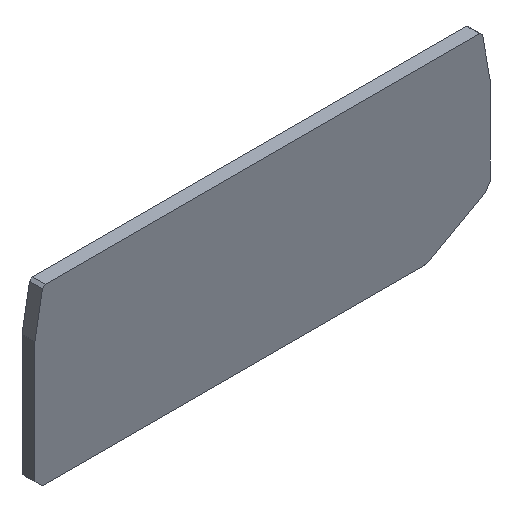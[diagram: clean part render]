
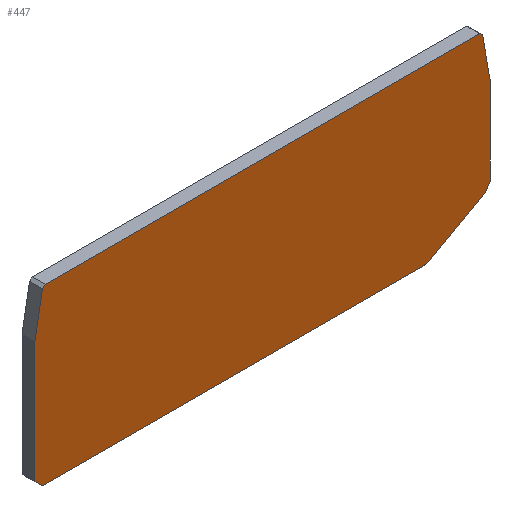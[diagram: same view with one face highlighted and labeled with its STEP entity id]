
A CAD part, isometric view. The second image highlights one B-rep face of the part: STEP entity #447.
In plain terms, the highlighted free-form (B-spline) face has degree [1, 1] with [2, 2] control points.
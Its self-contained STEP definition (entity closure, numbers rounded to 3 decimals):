
#25=CARTESIAN_POINT('',(-32.5,-2.2,0.));
#26=VERTEX_POINT('',#25);
#41=CARTESIAN_POINT('',(32.325,-2.2,0.));
#42=VERTEX_POINT('',#41);
#48=CARTESIAN_POINT('',(32.325,-2.2,0.));
#49=CARTESIAN_POINT('',(-32.5,-2.2,0.));
#50=B_SPLINE_CURVE_WITH_KNOTS('',1,(#48,#49),.POLYLINE_FORM.,.F.,.U.,(2,2),(0.,1.),.UNSPECIFIED.);
#51=EDGE_CURVE('',#42,#26,#50,.T.);
#61=CARTESIAN_POINT('',(33.052,-2.2,0.188));
#62=VERTEX_POINT('',#61);
#77=CARTESIAN_POINT('',(42.527,-2.2,5.44));
#78=VERTEX_POINT('',#77);
#84=CARTESIAN_POINT('',(42.527,-2.2,5.44));
#85=CARTESIAN_POINT('',(33.052,-2.2,0.188));
#86=B_SPLINE_CURVE_WITH_KNOTS('',1,(#84,#85),.POLYLINE_FORM.,.F.,.U.,(2,2),(0.,1.),.UNSPECIFIED.);
#87=EDGE_CURVE('',#78,#62,#86,.T.);
#120=CARTESIAN_POINT('',(43.3,-2.2,6.752));
#121=VERTEX_POINT('',#120);
#127=CARTESIAN_POINT('',(43.3,-2.2,6.752));
#128=CARTESIAN_POINT('',(43.3,-2.2,5.869));
#129=CARTESIAN_POINT('',(42.527,-2.2,5.44));
#130=(BOUNDED_CURVE()B_SPLINE_CURVE(2,(#127,#128,#129),.CIRCULAR_ARC.,.F.,.U.)B_SPLINE_CURVE_WITH_KNOTS((3,3),(0.,1.),.UNSPECIFIED.)CURVE()GEOMETRIC_REPRESENTATION_ITEM()RATIONAL_B_SPLINE_CURVE((1.,0.862,1.))REPRESENTATION_ITEM(''));
#131=EDGE_CURVE('',#121,#78,#130,.T.);
#149=CARTESIAN_POINT('',(43.3,-2.2,21.682));
#150=VERTEX_POINT('',#149);
#156=CARTESIAN_POINT('',(43.3,-2.2,21.682));
#157=CARTESIAN_POINT('',(43.3,-2.2,6.752));
#158=B_SPLINE_CURVE_WITH_KNOTS('',1,(#156,#157),.POLYLINE_FORM.,.F.,.U.,(2,2),(0.,1.),.UNSPECIFIED.);
#159=EDGE_CURVE('',#150,#121,#158,.T.);
#177=CARTESIAN_POINT('',(42.038,-2.2,28.837));
#178=VERTEX_POINT('',#177);
#184=CARTESIAN_POINT('',(42.038,-2.2,28.837));
#185=CARTESIAN_POINT('',(43.3,-2.2,21.682));
#186=B_SPLINE_CURVE_WITH_KNOTS('',1,(#184,#185),.POLYLINE_FORM.,.F.,.U.,(2,2),(0.,1.),.UNSPECIFIED.);
#187=EDGE_CURVE('',#178,#150,#186,.T.);
#220=CARTESIAN_POINT('',(41.546,-2.2,29.25));
#221=VERTEX_POINT('',#220);
#227=CARTESIAN_POINT('',(41.546,-2.2,29.25));
#228=CARTESIAN_POINT('',(41.966,-2.2,29.25));
#229=CARTESIAN_POINT('',(42.038,-2.2,28.837));
#230=(BOUNDED_CURVE()B_SPLINE_CURVE(2,(#227,#228,#229),.CIRCULAR_ARC.,.F.,.U.)B_SPLINE_CURVE_WITH_KNOTS((3,3),(0.,1.),.UNSPECIFIED.)CURVE()GEOMETRIC_REPRESENTATION_ITEM()RATIONAL_B_SPLINE_CURVE((1.,0.766,1.))REPRESENTATION_ITEM(''));
#231=EDGE_CURVE('',#221,#178,#230,.T.);
#241=CARTESIAN_POINT('',(-32.438,-2.2,28.837));
#242=VERTEX_POINT('',#241);
#257=CARTESIAN_POINT('',(-33.7,-2.2,21.682));
#258=VERTEX_POINT('',#257);
#264=CARTESIAN_POINT('',(-33.7,-2.2,21.682));
#265=CARTESIAN_POINT('',(-32.438,-2.2,28.837));
#266=B_SPLINE_CURVE_WITH_KNOTS('',1,(#264,#265),.POLYLINE_FORM.,.F.,.U.,(2,2),(0.,1.),.UNSPECIFIED.);
#267=EDGE_CURVE('',#258,#242,#266,.T.);
#285=CARTESIAN_POINT('',(-33.7,-2.2,1.2));
#286=VERTEX_POINT('',#285);
#292=CARTESIAN_POINT('',(-33.7,-2.2,1.2));
#293=CARTESIAN_POINT('',(-33.7,-2.2,21.682));
#294=B_SPLINE_CURVE_WITH_KNOTS('',1,(#292,#293),.POLYLINE_FORM.,.F.,.U.,(2,2),(0.,1.),.UNSPECIFIED.);
#295=EDGE_CURVE('',#286,#258,#294,.T.);
#319=CARTESIAN_POINT('',(-32.5,-2.2,0.));
#320=CARTESIAN_POINT('',(-33.7,-2.2,0.));
#321=CARTESIAN_POINT('',(-33.7,-2.2,1.2));
#322=(BOUNDED_CURVE()B_SPLINE_CURVE(2,(#319,#320,#321),.CIRCULAR_ARC.,.F.,.U.)B_SPLINE_CURVE_WITH_KNOTS((3,3),(0.,1.),.UNSPECIFIED.)CURVE()GEOMETRIC_REPRESENTATION_ITEM()RATIONAL_B_SPLINE_CURVE((1.,0.707,1.))REPRESENTATION_ITEM(''));
#323=EDGE_CURVE('',#26,#286,#322,.T.);
#347=CARTESIAN_POINT('',(-31.946,-2.2,29.25));
#348=VERTEX_POINT('',#347);
#363=CARTESIAN_POINT('',(-32.438,-2.2,28.837));
#364=CARTESIAN_POINT('',(-32.366,-2.2,29.25));
#365=CARTESIAN_POINT('',(-31.946,-2.2,29.25));
#366=(BOUNDED_CURVE()B_SPLINE_CURVE(2,(#363,#364,#365),.CIRCULAR_ARC.,.F.,.U.)B_SPLINE_CURVE_WITH_KNOTS((3,3),(0.,1.),.UNSPECIFIED.)CURVE()GEOMETRIC_REPRESENTATION_ITEM()RATIONAL_B_SPLINE_CURVE((1.,0.766,1.))REPRESENTATION_ITEM(''));
#367=EDGE_CURVE('',#242,#348,#366,.T.);
#399=CARTESIAN_POINT('',(33.052,-2.2,0.188));
#400=CARTESIAN_POINT('',(32.713,-2.2,0.));
#401=CARTESIAN_POINT('',(32.325,-2.2,0.));
#402=(BOUNDED_CURVE()B_SPLINE_CURVE(2,(#399,#400,#401),.CIRCULAR_ARC.,.F.,.U.)B_SPLINE_CURVE_WITH_KNOTS((3,3),(0.,1.),.UNSPECIFIED.)CURVE()GEOMETRIC_REPRESENTATION_ITEM()RATIONAL_B_SPLINE_CURVE((1.,0.968,1.))REPRESENTATION_ITEM(''));
#403=EDGE_CURVE('',#62,#42,#402,.T.);
#420=CARTESIAN_POINT('',(-31.946,-2.2,29.25));
#421=CARTESIAN_POINT('',(41.546,-2.2,29.25));
#422=B_SPLINE_CURVE_WITH_KNOTS('',1,(#420,#421),.POLYLINE_FORM.,.F.,.U.,(2,2),(0.,1.),.UNSPECIFIED.);
#423=EDGE_CURVE('',#348,#221,#422,.T.);
#428=CARTESIAN_POINT('',(45.984,-2.2,-26.559));
#429=CARTESIAN_POINT('',(-36.384,-2.2,-26.559));
#430=CARTESIAN_POINT('',(45.984,-2.2,55.809));
#431=CARTESIAN_POINT('',(-36.384,-2.2,55.809));
#432=B_SPLINE_SURFACE_WITH_KNOTS('',1,1,((#428,#429),(#430,#431)),.PLANE_SURF.,.F.,.F.,.U.,(2,2),(2,2),(0.,1.),(0.,1.),.UNSPECIFIED.);
#433=ORIENTED_EDGE('',*,*,#367,.F.);
#434=ORIENTED_EDGE('',*,*,#267,.F.);
#435=ORIENTED_EDGE('',*,*,#295,.F.);
#436=ORIENTED_EDGE('',*,*,#323,.F.);
#437=ORIENTED_EDGE('',*,*,#51,.F.);
#438=ORIENTED_EDGE('',*,*,#403,.F.);
#439=ORIENTED_EDGE('',*,*,#87,.F.);
#440=ORIENTED_EDGE('',*,*,#131,.F.);
#441=ORIENTED_EDGE('',*,*,#159,.F.);
#442=ORIENTED_EDGE('',*,*,#187,.F.);
#443=ORIENTED_EDGE('',*,*,#231,.F.);
#444=ORIENTED_EDGE('',*,*,#423,.F.);
#445=EDGE_LOOP('',(#433,#434,#435,#436,#437,#438,#439,#440,#441,#442,#443,#444));
#446=FACE_OUTER_BOUND('',#445,.T.);
#447=ADVANCED_FACE('',(#446),#432,.T.);
